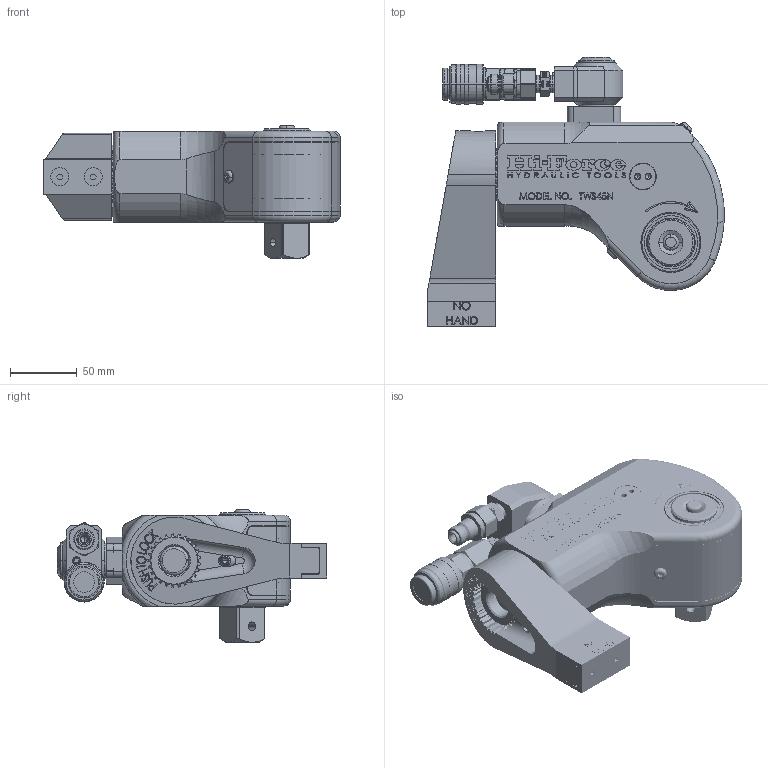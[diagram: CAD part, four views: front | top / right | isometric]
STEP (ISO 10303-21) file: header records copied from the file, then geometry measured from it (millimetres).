
FILE_DESCRIPTION (( 'STEP AP214' ), '1' );
FILE_NAME ('TWS45N.STEP', '2014-04-10T10:04:00', ( '' ), ( '' ), 'SwSTEP 2.0', 'SolidWorks 2014', '' );
FILE_SCHEMA (( 'AUTOMOTIVE_DESIGN' ));
Length unit declared in the file: millimetre
Products named in the file (56): TTC045ES001; TTC045JS002; TTC045BA002; CUP POINT SCREW_FAS003ME008; SPC006CB003; TTC045JS001; SOCKET COUNTERSUNK SCREWS_BLC006JE012; TWS45N; SPC006CB004; TTC045ES002; TTC045PS001; TTC045QA002; CF4F_default; TTC045CS002; TTC045KS001; CM4F_default; TTC045WS001; TTC045LS002; HF7; TTA045LA001; SOCKET BUTTON HEAD SCREWS_BLC005HH008; SPC005CA003; BALL_BAC003SN002; TTC045GB001; VRA280GB001; TTC017LA002; O-RING_SEC044RE001; BALL_BAC005SN001; SPC010CA003; SEC025LE001; SOCKET COUNTERSUNK SCREWS_BLC005HF008; STC006DA001; TTA045NS001; TTC045SA003; TTC045LA001; STC016UA001; O-RING_SEC025RA005; TTC045DS001; TTC045RS001; TTC045SA002 ...
Assembly tree (73 placements, depth 3):
  TWS45N
    TTC045BA002
    TTC045AA001  x2
    BALL_BAC005SN000
    CUP POINT SCREW_FAS006MB005  x2
    TTC045FS002  x2
    TTC045FB001  x2
    STC040TA001  x2
    TTC045DS001
    TTA045LA001
      TTC045LA001
      STC006DA001
      SPC010CA003
      TTC017LA002
      BALL_BAC003SN002  x3
    TTC045WS001
    TTC045CS002
    TTC045PS001
    SPC006CB004  x2
    TTC045JS001
    CUP POINT SCREW_FAS003ME008  x2
    TTC045ES001
    STC041TA001
    BACK UP RING_SEC041BA001
    O-RING_SEC041RA001
    PISTON TEE SEAL_SEC041GA001
    TTA045NS001
      TTC045NS001
      TTC045RS001
      STC016UA001
    SEC025LE001
    O-RING_SEC044RE001
    TTC045GB001
    SOCKET BUTTON HEAD SCREWS_BLC005HH008  x2
    TTC045LS002
    TTC045KS001
    TTC045QA002
    TTC045ES002
    SOCKET COUNTERSUNK SCREWS_BLC006JE012  x2
    SPC006CB003
    TTC045JS002
    TTC045AS001
    TTC045JS003
    O-RING_SEC009RA003  x2
    TTC045SA001
    SOCKET CAP HEAD SCREWS_BLC005HD012  x4
    TTC045SA002
    O-RING_SEC025RA005  x3
    TTC045SA003
    SOCKET COUNTERSUNK SCREWS_BLC005HF008
    BALL_BAC005SN001
    VRA280GB001
    SPC005CA003
    HF7  x2
    CM4F_default
    CF4F_default
Bounding box: 221.95 x 201.5 x 99.3 mm (x, y, z)
Volume: 1255486 mm3; surface area: 349102.4 mm2
Topology: 71 solids, 71 shells, 4650 faces, 12207 edges, 7872 vertices
Faces by surface type: plane 2131, cylinder 1328, cone 555, bspline 491, torus 128, sphere 17
Entity records: 170467 total; most frequent: CARTESIAN_POINT 64082, ORIENTED_EDGE 21804, DIRECTION 19060, EDGE_CURVE 10902, VERTEX_POINT 7091, AXIS2_PLACEMENT_3D 6511, LINE 6038, VECTOR 6038
